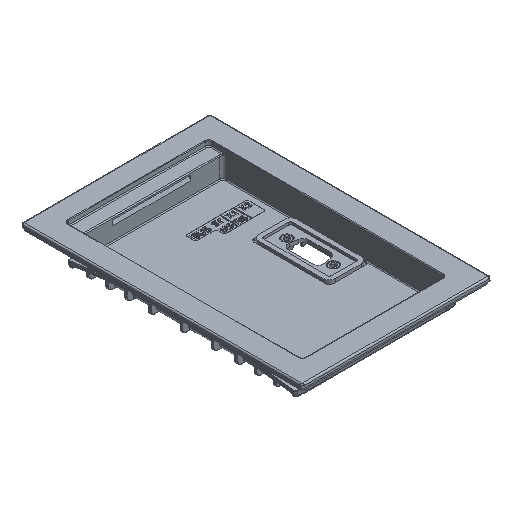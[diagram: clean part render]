
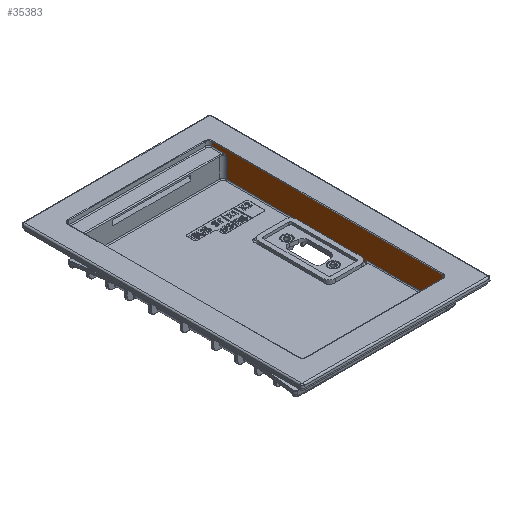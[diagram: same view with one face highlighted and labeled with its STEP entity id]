
A CAD part, isometric view. The second image highlights one B-rep face of the part: STEP entity #35383.
In plain terms, the highlighted face is planar.
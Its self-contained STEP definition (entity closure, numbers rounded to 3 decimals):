
#499=CARTESIAN_POINT('',(38.816,-0.292,
-65.701));
#542=CARTESIAN_POINT('',(38.76,-2.413,-59.846));
#543=CARTESIAN_POINT('',(38.76,-2.413,-59.805));
#544=CARTESIAN_POINT('',(38.76,-2.417,-59.72));
#545=CARTESIAN_POINT('',(38.76,-2.433,-59.589));
#546=CARTESIAN_POINT('',(38.759,-2.462,-59.451));
#547=CARTESIAN_POINT('',(38.758,-2.505,-59.306));
#548=CARTESIAN_POINT('',(38.756,-2.564,-59.155));
#549=CARTESIAN_POINT('',(38.754,-2.64,-58.995));
#550=CARTESIAN_POINT('',(38.752,-2.739,-58.823));
#551=CARTESIAN_POINT('',(38.749,-2.865,-58.636));
#552=CARTESIAN_POINT('',(38.745,-3.001,-58.46));
#553=CARTESIAN_POINT('',(38.742,-3.129,-58.307));
#554=CARTESIAN_POINT('',(38.738,-3.257,-58.162));
#555=CARTESIAN_POINT('',(38.736,-3.344,-58.067));
#556=CARTESIAN_POINT('',(38.735,-3.387,-58.019));
#561=DIRECTION('',(0.,0.,1.));
#562=VECTOR('',#561,5.799);
#563=CARTESIAN_POINT('',(38.76,-2.413,-65.645));
#564=LINE('',#563,#562);
#568=DIRECTION('',(0.026,0.999,-0.026));
#569=VECTOR('',#568,2.122);
#570=CARTESIAN_POINT('',(38.76,-2.413,-65.645));
#571=LINE('',#570,#569);
#575=DIRECTION('',(0.,0.,-1.));
#576=VECTOR('',#575,124.656);
#577=CARTESIAN_POINT('',(38.816,-0.292,58.955));
#578=LINE('',#577,#576);
#582=DIRECTION('',(-0.026,-0.999,-0.026));
#583=VECTOR('',#582,3.751);
#584=CARTESIAN_POINT('',(38.816,-0.292,58.955));
#585=LINE('',#584,#583);
#589=DIRECTION('',(-0.026,-0.995,-0.096));
#590=VECTOR('',#589,9.72);
#591=CARTESIAN_POINT('',(38.718,-4.041,58.857));
#592=LINE('',#591,#590);
#596=DIRECTION('',(0.,0.,1.));
#597=VECTOR('',#596,40.434);
#598=CARTESIAN_POINT('',(38.464,-13.713,17.491));
#599=LINE('',#598,#597);
#603=DIRECTION('',(0.,0.,1.));
#604=VECTOR('',#603,36.658);
#605=CARTESIAN_POINT('',(38.464,-13.713,-57.749));
#606=LINE('',#605,#604);
#610=DIRECTION('',(-0.026,-0.999,0.026));
#611=VECTOR('',#610,10.333);
#612=CARTESIAN_POINT('',(38.735,-3.387,-58.019));
#613=LINE('',#612,#611);
#639=CARTESIAN_POINT('',(38.735,-3.387,-58.019));
#25240=CARTESIAN_POINT('',(38.42,-15.4,-21.047));
#25253=DIRECTION('',(0.,0.,1.));
#25254=VECTOR('',#25253,38.495);
#25255=CARTESIAN_POINT('',(38.42,-15.4,-21.047));
#25256=LINE('',#25255,#25254);
#25268=CARTESIAN_POINT('',(38.42,-15.4,17.447));
#25366=DIRECTION('',(-0.026,-0.999,0.026));
#25367=VECTOR('',#25366,1.688);
#25368=CARTESIAN_POINT('',(38.464,-13.713,
-21.091));
#25369=LINE('',#25368,#25367);
#25440=DIRECTION('',(0.026,0.999,0.026));
#25441=VECTOR('',#25440,1.688);
#25442=CARTESIAN_POINT('',(38.42,-15.4,17.447));
#25443=LINE('',#25442,#25441);
#25645=CARTESIAN_POINT('',(38.718,-4.041,
58.857));
#31986=VERTEX_POINT('',#25240);
#31994=VERTEX_POINT('',#25268);
#31995=VERTEX_POINT('',#499);
#32003=CARTESIAN_POINT('',(38.816,-0.292,
58.955));
#32004=VERTEX_POINT('',#32003);
#32019=CARTESIAN_POINT('',(38.464,-13.713,
-57.749));
#32020=CARTESIAN_POINT('',(38.464,-13.713,
-21.091));
#32021=VERTEX_POINT('',#32019);
#32022=VERTEX_POINT('',#32020);
#32029=CARTESIAN_POINT('',(38.464,-13.713,
17.491));
#32030=CARTESIAN_POINT('',(38.464,-13.713,
57.926));
#32031=VERTEX_POINT('',#32029);
#32032=VERTEX_POINT('',#32030);
#32038=VERTEX_POINT('',#639);
#32039=VERTEX_POINT('',#542);
#32042=CARTESIAN_POINT('',(38.76,-2.413,
-65.645));
#32043=VERTEX_POINT('',#32042);
#32248=VERTEX_POINT('',#25645);
#35355=CARTESIAN_POINT('',(38.401,-16.148,
63.304));
#35356=DIRECTION('',(1.,-0.026,0.));
#35357=DIRECTION('',(0.,0.,1.));
#35358=AXIS2_PLACEMENT_3D('',#35355,#35356,#35357);
#35359=PLANE('',#35358);
#35361=ORIENTED_EDGE('',*,*,#35360,.F.);
#35362=ORIENTED_EDGE('',*,*,#35106,.F.);
#35363=ORIENTED_EDGE('',*,*,#35227,.T.);
#35364=ORIENTED_EDGE('',*,*,#35346,.F.);
#35366=ORIENTED_EDGE('',*,*,#35365,.T.);
#35368=ORIENTED_EDGE('',*,*,#35367,.T.);
#35370=ORIENTED_EDGE('',*,*,#35369,.F.);
#35372=ORIENTED_EDGE('',*,*,#35371,.F.);
#35374=ORIENTED_EDGE('',*,*,#35373,.F.);
#35376=ORIENTED_EDGE('',*,*,#35375,.F.);
#35378=ORIENTED_EDGE('',*,*,#35377,.F.);
#35380=ORIENTED_EDGE('',*,*,#35379,.F.);
#35381=EDGE_LOOP('',(#35361,#35362,#35363,#35364,#35366,#35368,#35370,#35372,
#35374,#35376,#35378,#35380));
#35382=FACE_OUTER_BOUND('',#35381,.F.);
#35383=ADVANCED_FACE('',(#35382),#35359,.F.);
#557=B_SPLINE_CURVE_WITH_KNOTS('',3,(#542,#543,#544,#545,#546,#547,#548,#549,
#550,#551,#552,#553,#554,#555,#556),.UNSPECIFIED.,.F.,.F.,(4,1,1,1,1,1,1,1,1,1,
1,1,4),(0.,0.083,0.167,0.25,0.333,
0.417,0.5,0.583,0.667,0.75,
0.833,0.917,1.),.UNSPECIFIED.);
#35106=EDGE_CURVE('',#32043,#32039,#564,.T.);
#35227=EDGE_CURVE('',#32043,#31995,#571,.T.);
#35346=EDGE_CURVE('',#32004,#31995,#578,.T.);
#35360=EDGE_CURVE('',#32039,#32038,#557,.T.);
#35365=EDGE_CURVE('',#32004,#32248,#585,.T.);
#35367=EDGE_CURVE('',#32248,#32032,#592,.T.);
#35369=EDGE_CURVE('',#32031,#32032,#599,.T.);
#35371=EDGE_CURVE('',#31994,#32031,#25443,.T.);
#35373=EDGE_CURVE('',#31986,#31994,#25256,.T.);
#35375=EDGE_CURVE('',#32022,#31986,#25369,.T.);
#35377=EDGE_CURVE('',#32021,#32022,#606,.T.);
#35379=EDGE_CURVE('',#32038,#32021,#613,.T.);
